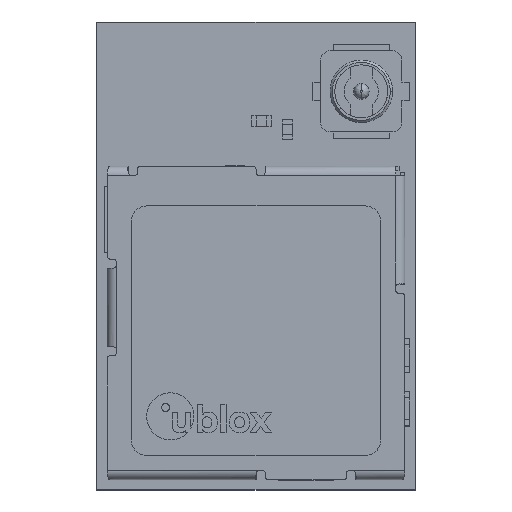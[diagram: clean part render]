
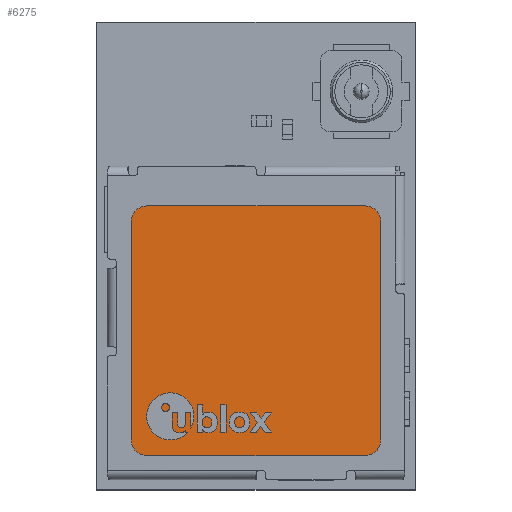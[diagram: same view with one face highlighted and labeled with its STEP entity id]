
A CAD part, top view. The second image highlights one B-rep face of the part: STEP entity #6275.
In plain terms, the highlighted planar face has unit normal (0, 0, 1).
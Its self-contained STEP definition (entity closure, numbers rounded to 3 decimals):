
#183 = CARTESIAN_POINT ( 'NONE',  ( -3.5, -3.5, 0.13 ) ) ;
#223 = LINE ( 'NONE', #9755, #2507 ) ;
#293 = EDGE_CURVE ( 'NONE', #13455, #34563, #30679, .T. ) ;
#394 = AXIS2_PLACEMENT_3D ( 'NONE', #31040, #10474, #37311 ) ;
#451 = DIRECTION ( 'NONE',  ( 0., 0., 1. ) ) ;
#2219 = CIRCLE ( 'NONE', #4084, 0.5 ) ;
#2507 = VECTOR ( 'NONE', #7032, 1000. ) ;
#2735 = VECTOR ( 'NONE', #22799, 1000. ) ;
#3254 = ORIENTED_EDGE ( 'NONE', *, *, #36316, .T. ) ;
#3628 = VERTEX_POINT ( 'NONE', #37065 ) ;
#4084 = AXIS2_PLACEMENT_3D ( 'NONE', #15088, #32930, #29717 ) ;
#4133 = VECTOR ( 'NONE', #19118, 1000. ) ;
#4802 = EDGE_CURVE ( 'NONE', #3628, #8941, #15865, .T. ) ;
#5646 = CARTESIAN_POINT ( 'NONE',  ( 3.5, 4., 0.13 ) ) ;
#5836 = AXIS2_PLACEMENT_3D ( 'NONE', #183, #18213, #29963 ) ;
#6275 = ADVANCED_FACE ( 'NONE', ( #35630 ), #10340, .T. ) ;
#6428 = VERTEX_POINT ( 'NONE', #20509 ) ;
#7032 = DIRECTION ( 'NONE',  ( 0., -1., 0. ) ) ;
#7623 = EDGE_CURVE ( 'NONE', #6428, #34091, #29690, .T. ) ;
#8697 = EDGE_CURVE ( 'NONE', #34563, #6428, #27344, .T. ) ;
#8941 = VERTEX_POINT ( 'NONE', #12035 ) ;
#9074 = CARTESIAN_POINT ( 'NONE',  ( 4., 3.5, 0.13 ) ) ;
#9458 = CARTESIAN_POINT ( 'NONE',  ( 3.5, 3.5, 0.13 ) ) ;
#9755 = CARTESIAN_POINT ( 'NONE',  ( -4., 4., 0.13 ) ) ;
#10128 = DIRECTION ( 'NONE',  ( 0., 1., 0. ) ) ;
#10340 = PLANE ( 'NONE',  #394 ) ;
#10474 = DIRECTION ( 'NONE',  ( 0., 0., 1. ) ) ;
#11783 = DIRECTION ( 'NONE',  ( 0., 0., 1. ) ) ;
#11922 = DIRECTION ( 'NONE',  ( 1., 0., 0. ) ) ;
#12035 = CARTESIAN_POINT ( 'NONE',  ( -3.5, -4., 0.13 ) ) ;
#12182 = VERTEX_POINT ( 'NONE', #28739 ) ;
#12619 = AXIS2_PLACEMENT_3D ( 'NONE', #9458, #11783, #11922 ) ;
#13137 = CARTESIAN_POINT ( 'NONE',  ( -4., -4., 0.13 ) ) ;
#13455 = VERTEX_POINT ( 'NONE', #9074 ) ;
#13737 = VERTEX_POINT ( 'NONE', #28234 ) ;
#14099 = VECTOR ( 'NONE', #10128, 1000. ) ;
#15037 = EDGE_CURVE ( 'NONE', #13737, #12182, #2219, .T. ) ;
#15088 = CARTESIAN_POINT ( 'NONE',  ( 3.5, -3.5, 0.13 ) ) ;
#15238 = CARTESIAN_POINT ( 'NONE',  ( -3.5, 3.5, 0.13 ) ) ;
#15865 = CIRCLE ( 'NONE', #5836, 0.5 ) ;
#18213 = DIRECTION ( 'NONE',  ( 0., 0., 1. ) ) ;
#19118 = DIRECTION ( 'NONE',  ( 1., 0., 0. ) ) ;
#19702 = CARTESIAN_POINT ( 'NONE',  ( -4., 4., 0.13 ) ) ;
#20055 = EDGE_CURVE ( 'NONE', #34091, #3628, #223, .T. ) ;
#20432 = CARTESIAN_POINT ( 'NONE',  ( -4., 3.5, 0.13 ) ) ;
#20509 = CARTESIAN_POINT ( 'NONE',  ( -3.5, 4., 0.13 ) ) ;
#21163 = EDGE_CURVE ( 'NONE', #8941, #13737, #30521, .T. ) ;
#21324 = ORIENTED_EDGE ( 'NONE', *, *, #8697, .T. ) ;
#21808 = AXIS2_PLACEMENT_3D ( 'NONE', #15238, #451, #35951 ) ;
#22799 = DIRECTION ( 'NONE',  ( -1., 0., 0. ) ) ;
#22954 = ORIENTED_EDGE ( 'NONE', *, *, #293, .T. ) ;
#23284 = EDGE_LOOP ( 'NONE', ( #37052, #35863, #28458, #24025, #3254, #22954, #21324, #28561 ) ) ;
#24025 = ORIENTED_EDGE ( 'NONE', *, *, #15037, .T. ) ;
#27344 = LINE ( 'NONE', #19702, #2735 ) ;
#28234 = CARTESIAN_POINT ( 'NONE',  ( 3.5, -4., 0.13 ) ) ;
#28458 = ORIENTED_EDGE ( 'NONE', *, *, #21163, .T. ) ;
#28561 = ORIENTED_EDGE ( 'NONE', *, *, #7623, .T. ) ;
#28739 = CARTESIAN_POINT ( 'NONE',  ( 4., -3.5, 0.13 ) ) ;
#29690 = CIRCLE ( 'NONE', #21808, 0.5 ) ;
#29717 = DIRECTION ( 'NONE',  ( 1., 0., 0. ) ) ;
#29830 = LINE ( 'NONE', #30561, #14099 ) ;
#29963 = DIRECTION ( 'NONE',  ( 1., 0., 0. ) ) ;
#30521 = LINE ( 'NONE', #13137, #4133 ) ;
#30561 = CARTESIAN_POINT ( 'NONE',  ( 4., 4., 0.13 ) ) ;
#30679 = CIRCLE ( 'NONE', #12619, 0.5 ) ;
#31040 = CARTESIAN_POINT ( 'NONE',  ( 0., 0., 0.13 ) ) ;
#32930 = DIRECTION ( 'NONE',  ( 0., 0., 1. ) ) ;
#34091 = VERTEX_POINT ( 'NONE', #20432 ) ;
#34563 = VERTEX_POINT ( 'NONE', #5646 ) ;
#35630 = FACE_OUTER_BOUND ( 'NONE', #23284, .T. ) ;
#35863 = ORIENTED_EDGE ( 'NONE', *, *, #4802, .T. ) ;
#35951 = DIRECTION ( 'NONE',  ( 1., 0., 0. ) ) ;
#36316 = EDGE_CURVE ( 'NONE', #12182, #13455, #29830, .T. ) ;
#37052 = ORIENTED_EDGE ( 'NONE', *, *, #20055, .T. ) ;
#37065 = CARTESIAN_POINT ( 'NONE',  ( -4., -3.5, 0.13 ) ) ;
#37311 = DIRECTION ( 'NONE',  ( 1., 0., 0. ) ) ;
